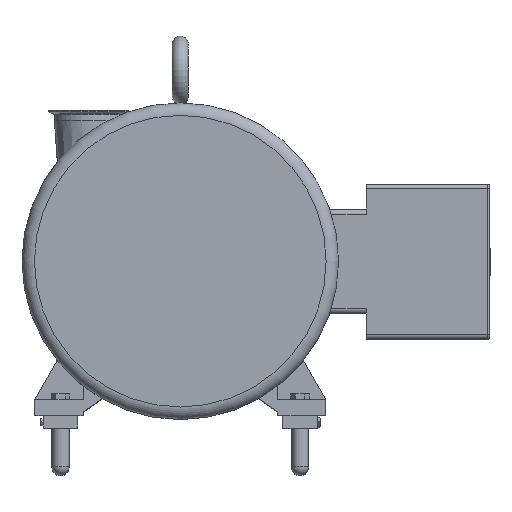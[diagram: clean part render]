
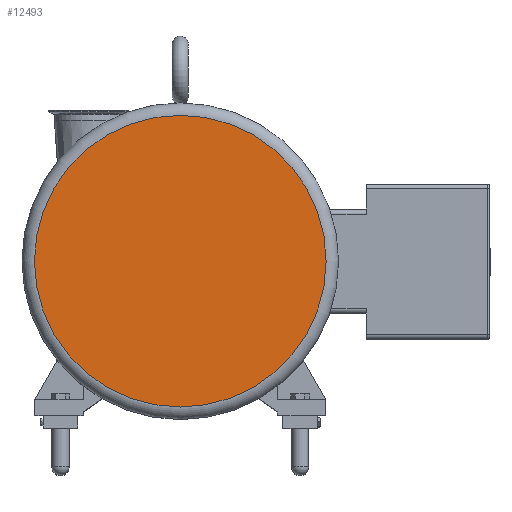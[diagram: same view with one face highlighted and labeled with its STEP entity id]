
A CAD part, top view. The second image highlights one B-rep face of the part: STEP entity #12493.
In plain terms, the highlighted planar face has unit normal (0, 0, 1).
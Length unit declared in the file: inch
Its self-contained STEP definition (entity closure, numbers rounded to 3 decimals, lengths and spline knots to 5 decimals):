
#3367=PLANE('',#13548);
#3901=FACE_OUTER_BOUND('',#4662,.T.);
#4662=EDGE_LOOP('',(#11006,#11007));
#5251=CIRCLE('',#13549,8.524);
#5252=CIRCLE('',#13550,8.524);
#6403=VERTEX_POINT('',#22250);
#6404=VERTEX_POINT('',#22251);
#8024=EDGE_CURVE('',#6403,#6404,#5251,.T.);
#8025=EDGE_CURVE('',#6404,#6403,#5252,.T.);
#11006=ORIENTED_EDGE('',*,*,#8024,.F.);
#11007=ORIENTED_EDGE('',*,*,#8025,.F.);
#12493=ADVANCED_FACE('',(#3901),#3367,.T.);
#13548=AXIS2_PLACEMENT_3D('',#22249,#16207,#16208);
#13549=AXIS2_PLACEMENT_3D('',#22252,#16209,#16210);
#13550=AXIS2_PLACEMENT_3D('',#22253,#16211,#16212);
#16207=DIRECTION('center_axis',(0.,0.,
1.));
#16208=DIRECTION('ref_axis',(0.,1.,0.));
#16209=DIRECTION('center_axis',(0.,0.,
-1.));
#16210=DIRECTION('ref_axis',(1.,0.,0.));
#16211=DIRECTION('center_axis',(0.,0.,
-1.));
#16212=DIRECTION('ref_axis',(1.,0.,0.));
#22249=CARTESIAN_POINT('Origin',(-9.25,0.,31.78638));
#22250=CARTESIAN_POINT('',(-8.524,0.,31.78638));
#22251=CARTESIAN_POINT('',(0.,8.524,31.78638));
#22252=CARTESIAN_POINT('Origin',(0.,0.,31.78638));
#22253=CARTESIAN_POINT('Origin',(0.,0.,31.78638));
